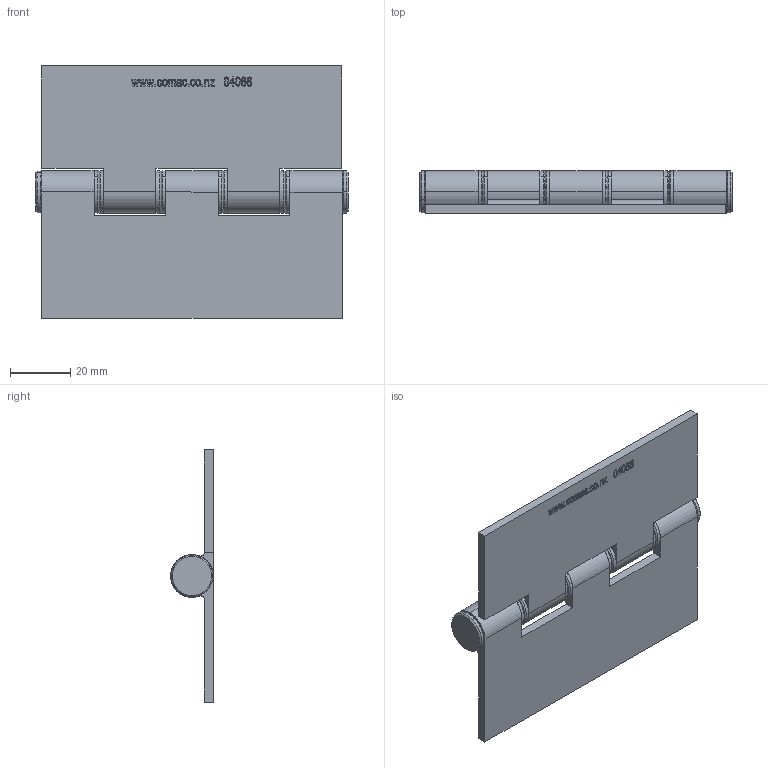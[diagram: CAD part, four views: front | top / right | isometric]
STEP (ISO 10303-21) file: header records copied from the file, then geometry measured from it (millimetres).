
FILE_DESCRIPTION (( 'STEP AP214' ), '1' );
FILE_NAME ('04066-Butt Hinge Weld-On Aluminium Assembled 84x100mm.STEP', '2019-09-19T01:29:31', ( '' ), ( '' ), 'SwSTEP 2.0', 'SolidWorks 2018', '' );
FILE_SCHEMA (( 'AUTOMOTIVE_DESIGN' ));
Length unit declared in the file: millimetre
Products named in the file (6): Butt Hinge Alum 84x100mm Inside; Cap; Butt Hinge Alum 84x100mm Outside; Nylon Bush; 04066-Butt Hinge Weld-On Aluminium Assembled 84x100mm; Pin
Assembly tree (13 placements, depth 2):
  04066-Butt Hinge Weld-On Aluminium Assembled 84x100mm
    Butt Hinge Alum 84x100mm Inside
    Butt Hinge Alum 84x100mm Outside
    Cap  x2
    Nylon Bush  x8
    Pin
Bounding box: 104 x 14.23 x 84 mm (x, y, z)
Volume: 37323 mm3; surface area: 30759.8 mm2
Topology: 13 solids, 13 shells, 656 faces, 1666 edges, 1044 vertices
Faces by surface type: plane 302, cylinder 177, bspline 113, sphere 32, cone 16, torus 16
Entity records: 19186 total; most frequent: CARTESIAN_POINT 9454, ORIENTED_EDGE 2144, DIRECTION 1598, EDGE_CURVE 1072, LINE 710, VECTOR 710, VERTEX_POINT 704, EDGE_LOOP 452
